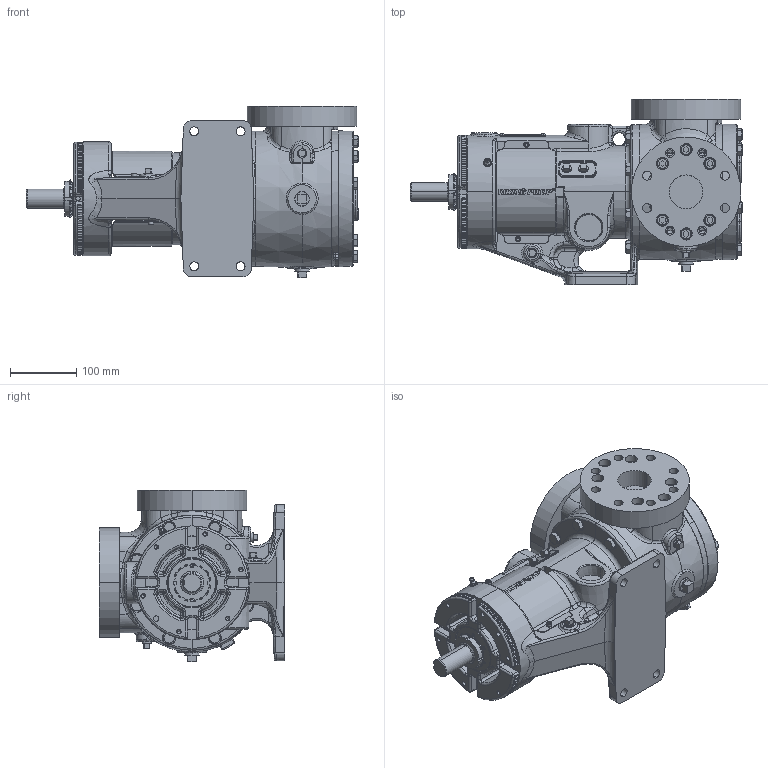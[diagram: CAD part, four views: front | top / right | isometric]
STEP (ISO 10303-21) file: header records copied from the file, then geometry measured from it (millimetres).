
FILE_DESCRIPTION (( 'STEP AP214' ), '1' );
FILE_NAME ('KV-2748.step', '2025-12-05T02:31:23', ( '' ), ( '' ), 'SwSTEP 2.0', 'SolidWorks 2024', '' );
FILE_SCHEMA (( 'AUTOMOTIVE_DESIGN' ));
Length unit declared in the file: inch
Products named in the file (1): KV-2748
Bounding box: 500.25 x 279.4 x 258.95 mm (x, y, z)
Volume: 11178430.6 mm3; surface area: 714644.9 mm2
Topology: 1 solids, 1 shells, 4114 faces, 10437 edges, 6553 vertices
Faces by surface type: plane 1408, bspline 1215, cone 730, cylinder 565, torus 143, sphere 53
Entity records: 178035 total; most frequent: CARTESIAN_POINT 88060, ORIENTED_EDGE 20720, DIRECTION 15406, EDGE_CURVE 10360, VERTEX_POINT 6549, AXIS2_PLACEMENT_3D 5506, EDGE_LOOP 4459, VECTOR 4394
